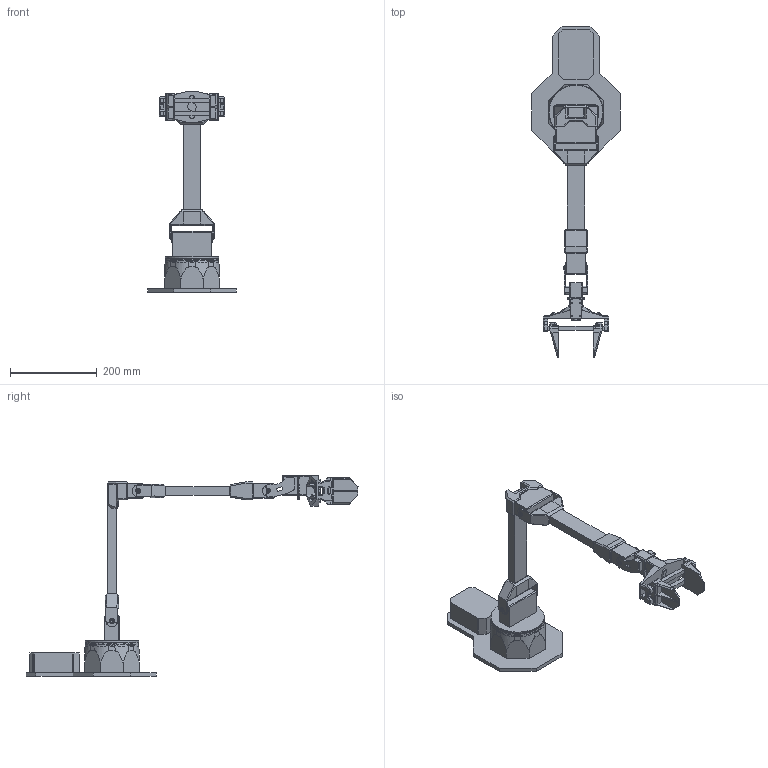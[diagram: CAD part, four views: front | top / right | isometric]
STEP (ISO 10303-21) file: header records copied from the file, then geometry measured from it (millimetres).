
FILE_DESCRIPTION(/* description */ (''),/* implementation_level */ '2;1');
FILE_NAME(/* name */ '8 - VXA-300-M.step',/* time_stamp */ '2019-01-22T18:10:58-06:00',/* author */ ('wadecore'),/* organization */ (''),/* preprocessor_version */ 'ST-DEVELOPER v17.2',/* originating_system */ 'Autodesk Translation Framework v7.6.0.251',/* authorisation */ '');
FILE_SCHEMA (('AUTOMOTIVE_DESIGN { 1 0 10303 214 3 1 1 }'));
Length unit declared in the file: millimetre
Products named in the file (8): 8 - VXA-300-M; 540 Base; 540 Dual Shoulder; UA - 8 - VX-300; Fore - 8 - VX-300; VX-300 - Wrist; DRG; Carriage-DualRail-VX-ABS
Assembly tree (8 placements, depth 2):
  8 - VXA-300-M
    540 Base
    540 Dual Shoulder
    UA - 8 - VX-300
    Fore - 8 - VX-300
    VX-300 - Wrist
    DRG
    Carriage-DualRail-VX-ABS  x2
Bounding box: 204 x 763.46 x 462 mm (x, y, z)
Volume: 3123949.9 mm3; surface area: 402311.4 mm2
Topology: 8 solids, 35 shells, 1363 faces, 3583 edges, 2325 vertices
Faces by surface type: plane 958, cylinder 271, bspline 72, cone 62
Full cylindrical faces by diameter (mm): 2.05 x12, 2.6 x6, 2.7 x6, 3 x4, 4.8 x12, 5.5 x5, 10 x5, 26 x6, 40 x1, 83 x1, 122 x1, 123 x1
Entity records: 41297 total; most frequent: CARTESIAN_POINT 9451, ORIENTED_EDGE 6706, DIRECTION 6301, EDGE_CURVE 3353, LINE 2431, VECTOR 2431, VERTEX_POINT 2180, AXIS2_PLACEMENT_3D 1935
